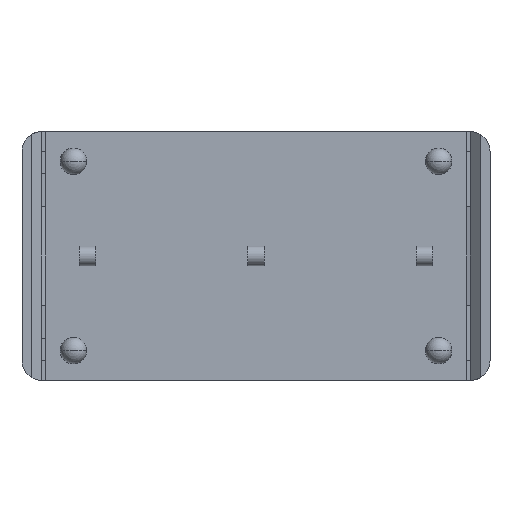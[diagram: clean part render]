
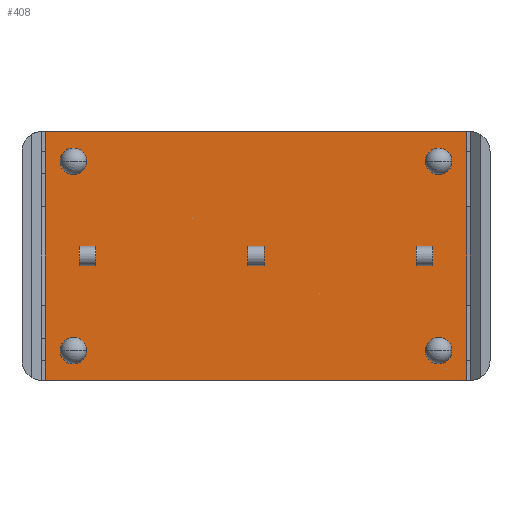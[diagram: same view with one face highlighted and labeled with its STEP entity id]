
A CAD part, front view. The second image highlights one B-rep face of the part: STEP entity #408.
In plain terms, the highlighted planar face has unit normal (0, -1, 0).
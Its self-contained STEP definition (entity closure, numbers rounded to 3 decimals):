
#1=DIRECTION('',(0.,0.,1.));
#2=VECTOR('',#1,7.5);
#3=CARTESIAN_POINT('',(-6.35,0.,-3.75));
#4=LINE('',#3,#2);
#5=DIRECTION('',(1.,0.,0.));
#6=VECTOR('',#5,12.7);
#7=CARTESIAN_POINT('',(-6.35,0.,3.75));
#8=LINE('',#7,#6);
#9=DIRECTION('',(0.,0.,-1.));
#10=VECTOR('',#9,7.5);
#11=CARTESIAN_POINT('',(6.35,0.,3.75));
#12=LINE('',#11,#10);
#13=DIRECTION('',(-1.,0.,0.));
#14=VECTOR('',#13,12.7);
#15=CARTESIAN_POINT('',(6.35,0.,-3.75));
#16=LINE('',#15,#14);
#297=CARTESIAN_POINT('',(-6.35,0.,-3.75));
#298=CARTESIAN_POINT('',(-6.35,0.,3.75));
#299=VERTEX_POINT('',#297);
#300=VERTEX_POINT('',#298);
#301=CARTESIAN_POINT('',(6.35,0.,3.75));
#302=VERTEX_POINT('',#301);
#303=CARTESIAN_POINT('',(6.35,0.,-3.75));
#304=VERTEX_POINT('',#303);
#393=CARTESIAN_POINT('',(0.,0.,0.));
#394=DIRECTION('',(0.,1.,0.));
#395=DIRECTION('',(1.,0.,0.));
#396=AXIS2_PLACEMENT_3D('',#393,#394,#395);
#397=PLANE('',#396);
#399=ORIENTED_EDGE('',*,*,#398,.T.);
#401=ORIENTED_EDGE('',*,*,#400,.T.);
#403=ORIENTED_EDGE('',*,*,#402,.T.);
#405=ORIENTED_EDGE('',*,*,#404,.T.);
#406=EDGE_LOOP('',(#399,#401,#403,#405));
#407=FACE_OUTER_BOUND('',#406,.F.);
#408=ADVANCED_FACE('',(#407),#397,.F.);
#398=EDGE_CURVE('',#299,#300,#4,.T.);
#400=EDGE_CURVE('',#300,#302,#8,.T.);
#402=EDGE_CURVE('',#302,#304,#12,.T.);
#404=EDGE_CURVE('',#304,#299,#16,.T.);
